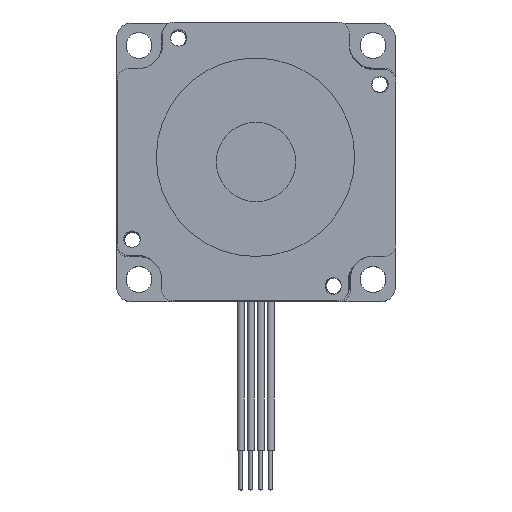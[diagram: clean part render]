
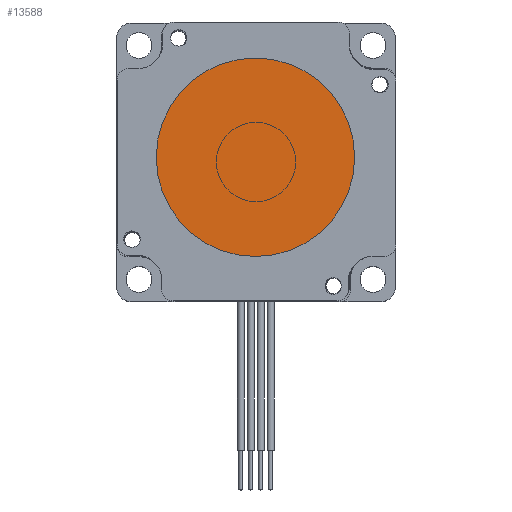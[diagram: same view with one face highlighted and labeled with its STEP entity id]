
A CAD part, top view. The second image highlights one B-rep face of the part: STEP entity #13588.
In plain terms, the highlighted planar face has unit normal (0, 0, 1).
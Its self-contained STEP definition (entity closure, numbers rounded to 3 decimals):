
#3537=FACE_OUTER_BOUND('',#4395,.T.);
#4395=EDGE_LOOP('',(#12586));
#5285=CIRCLE('',#15207,20.);
#6639=VERTEX_POINT('',#34097);
#8621=EDGE_CURVE('',#6639,#6639,#5285,.T.);
#12586=ORIENTED_EDGE('',*,*,#8621,.T.);
#12871=PLANE('',#15210);
#13588=ADVANCED_FACE('',(#3537),#12871,.T.);
#15207=AXIS2_PLACEMENT_3D('',#34098,#19522,#19523);
#15210=AXIS2_PLACEMENT_3D('',#34102,#19528,#19529);
#19522=DIRECTION('center_axis',(0.,0.,1.));
#19523=DIRECTION('ref_axis',(-1.,0.,0.));
#19528=DIRECTION('center_axis',(0.,0.,1.));
#19529=DIRECTION('ref_axis',(1.,0.,0.));
#34097=CARTESIAN_POINT('',(20.,0.,0.05));
#34098=CARTESIAN_POINT('Origin',(0.,0.,0.05));
#34102=CARTESIAN_POINT('Origin',(0.,0.,
0.05));
